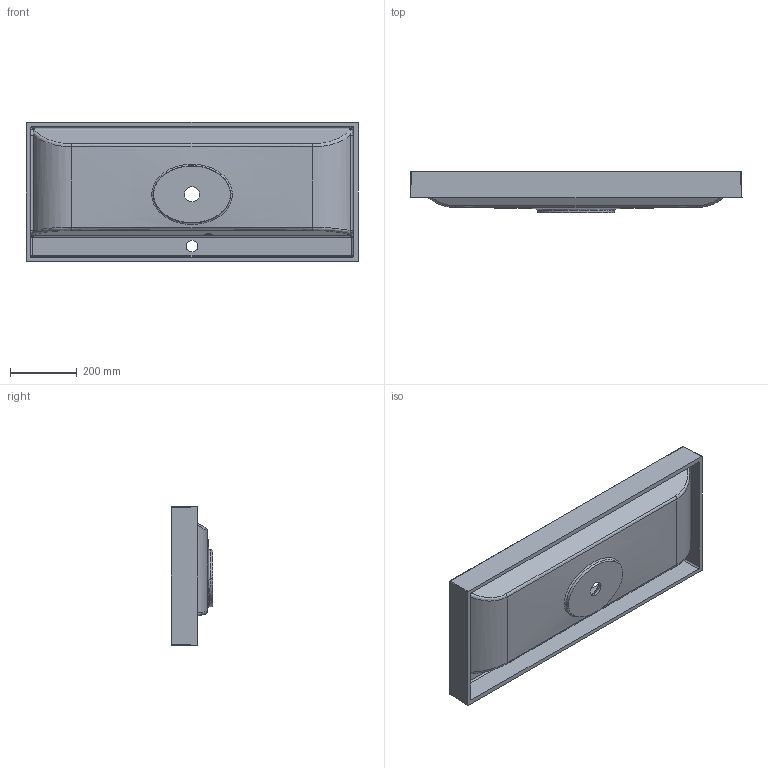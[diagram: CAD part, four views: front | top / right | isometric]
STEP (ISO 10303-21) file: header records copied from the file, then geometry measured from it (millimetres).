
FILE_DESCRIPTION (( 'STEP AP214' ), '1' );
FILE_NAME ('varna 1000.STEP', '2019-12-04T11:13:08', ( '' ), ( '' ), 'SwSTEP 2.0', 'SolidWorks 2018', '' );
FILE_SCHEMA (( 'AUTOMOTIVE_DESIGN' ));
Length unit declared in the file: millimetre
Products named in the file (1): varna 1000
Bounding box: 994.19 x 125 x 418.19 mm (x, y, z)
Volume: 10029318.7 mm3; surface area: 1460528.2 mm2
Topology: 1 solids, 1 shells, 94 faces, 217 edges, 123 vertices
Faces by surface type: cylinder 33, bspline 30, plane 17, sphere 10, torus 2, cone 2
Entity records: 9604 total; most frequent: CARTESIAN_POINT 7766, ORIENTED_EDGE 416, DIRECTION 316, EDGE_CURVE 208, AXIS2_PLACEMENT_3D 127, VERTEX_POINT 120, EDGE_LOOP 104, ADVANCED_FACE 94
